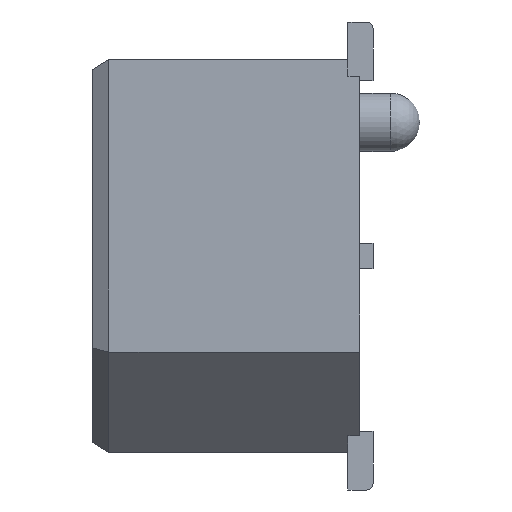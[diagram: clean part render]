
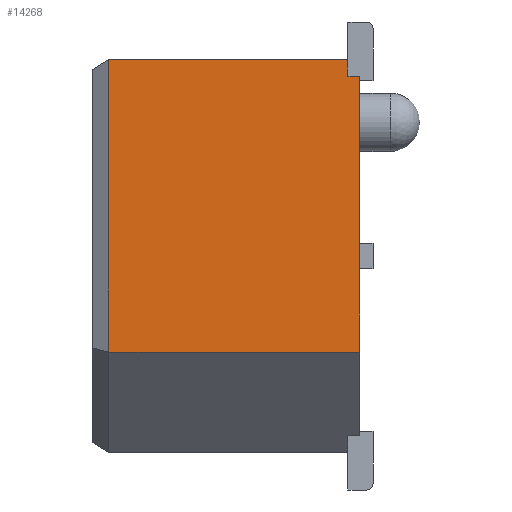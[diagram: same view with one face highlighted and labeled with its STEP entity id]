
A CAD part, left-side view. The second image highlights one B-rep face of the part: STEP entity #14268.
In plain terms, the highlighted planar face has unit normal (-1, 0, 0).
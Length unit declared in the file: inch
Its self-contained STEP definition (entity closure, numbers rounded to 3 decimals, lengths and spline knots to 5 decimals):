
#175=LINE('',#19653,#2197);
#177=LINE('',#19657,#2199);
#178=LINE('',#19659,#2200);
#179=LINE('',#19661,#2201);
#180=LINE('',#19663,#2202);
#181=LINE('',#19665,#2203);
#2197=VECTOR('',#15908,39.37008);
#2199=VECTOR('',#15912,39.37008);
#2200=VECTOR('',#15913,39.37008);
#2201=VECTOR('',#15914,39.37008);
#2202=VECTOR('',#15915,39.37008);
#2203=VECTOR('',#15916,39.37008);
#4223=ORIENTED_EDGE('',*,*,#8515,.F.);
#4224=ORIENTED_EDGE('',*,*,#8516,.F.);
#4225=ORIENTED_EDGE('',*,*,#8517,.F.);
#4226=ORIENTED_EDGE('',*,*,#8518,.F.);
#4227=ORIENTED_EDGE('',*,*,#8519,.T.);
#4228=ORIENTED_EDGE('',*,*,#8513,.T.);
#8513=EDGE_CURVE('',#10660,#10659,#175,.T.);
#8515=EDGE_CURVE('',#10661,#10659,#177,.T.);
#8516=EDGE_CURVE('',#10662,#10661,#178,.T.);
#8517=EDGE_CURVE('',#10663,#10662,#179,.T.);
#8518=EDGE_CURVE('',#10664,#10663,#180,.T.);
#8519=EDGE_CURVE('',#10664,#10660,#181,.T.);
#10659=VERTEX_POINT('',#19652);
#10660=VERTEX_POINT('',#19654);
#10661=VERTEX_POINT('',#19658);
#10662=VERTEX_POINT('',#19660);
#10663=VERTEX_POINT('',#19662);
#10664=VERTEX_POINT('',#19664);
#12139=EDGE_LOOP('',(#4223,#4224,#4225,#4226,#4227,#4228));
#12873=FACE_BOUND('',#12139,.T.);
#13604=PLANE('',#15034);
#14268=ADVANCED_FACE('',(#12873),#13604,.F.);
#15034=AXIS2_PLACEMENT_3D('',#19656,#15910,#15911);
#15908=DIRECTION('',(0.,0.,1.));
#15910=DIRECTION('',(1.,0.,0.));
#15911=DIRECTION('',(0.,0.,-1.));
#15912=DIRECTION('',(0.,-1.,0.));
#15913=DIRECTION('',(0.,0.,-1.));
#15914=DIRECTION('',(0.,-1.,0.));
#15915=DIRECTION('',(0.,0.,1.));
#15916=DIRECTION('',(0.,-1.,0.));
#19652=CARTESIAN_POINT('',(-0.394,0.,0.1075));
#19653=CARTESIAN_POINT('',(-0.394,0.,-0.0575));
#19654=CARTESIAN_POINT('',(-0.394,0.,-0.0575));
#19656=CARTESIAN_POINT('',(-0.394,0.15,-0.0575));
#19657=CARTESIAN_POINT('',(-0.394,0.15,0.1075));
#19658=CARTESIAN_POINT('',(-0.394,0.007,0.1075));
#19659=CARTESIAN_POINT('',(-0.394,0.007,-0.0575));
#19660=CARTESIAN_POINT('',(-0.394,0.007,0.1175));
#19661=CARTESIAN_POINT('',(-0.394,0.15,0.1175));
#19662=CARTESIAN_POINT('',(-0.394,0.15,0.1175));
#19663=CARTESIAN_POINT('',(-0.394,0.15,-0.0575));
#19664=CARTESIAN_POINT('',(-0.394,0.15,-0.0575));
#19665=CARTESIAN_POINT('',(-0.394,0.15,-0.0575));
